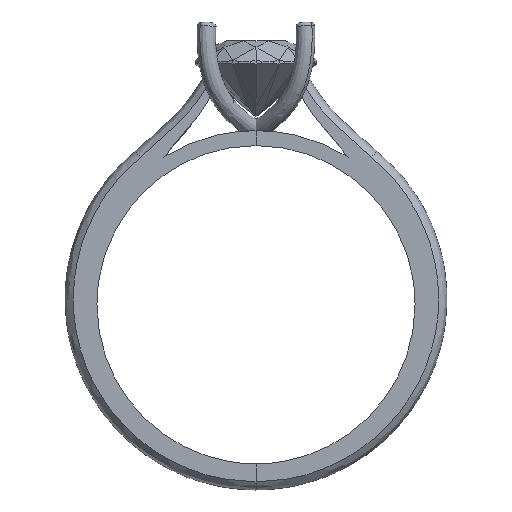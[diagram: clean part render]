
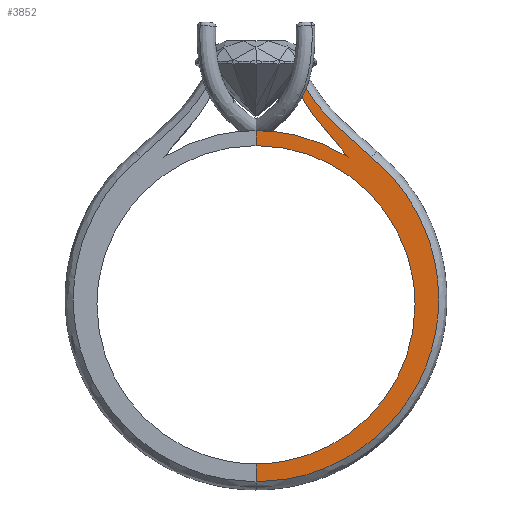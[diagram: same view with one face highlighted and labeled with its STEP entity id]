
A CAD part, front view. The second image highlights one B-rep face of the part: STEP entity #3852.
In plain terms, the highlighted free-form (B-spline) face has degree [1, 1] with [2, 2] control points.
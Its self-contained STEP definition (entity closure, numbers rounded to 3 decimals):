
#3065 = VERTEX_POINT('',#3066);
#3066 = CARTESIAN_POINT('',(11.976,-1.057,
    0.));
#3071 = EDGE_CURVE('',#3065,#3072,#3074,.T.);
#3072 = VERTEX_POINT('',#3073);
#3073 = CARTESIAN_POINT('',(0.,-1.057,
    -11.976));
#3074 = ( BOUNDED_CURVE() B_SPLINE_CURVE(2,(#3075,#3076,#3077),
.UNSPECIFIED.,.F.,.F.) B_SPLINE_CURVE_WITH_KNOTS((3,3),(4.712,
6.283),.PIECEWISE_BEZIER_KNOTS.) CURVE() 
GEOMETRIC_REPRESENTATION_ITEM() RATIONAL_B_SPLINE_CURVE((1.,
0.707,1.)) REPRESENTATION_ITEM('') );
#3075 = CARTESIAN_POINT('',(11.976,-1.057,
    0.));
#3076 = CARTESIAN_POINT('',(11.976,-1.057,
    -11.976));
#3077 = CARTESIAN_POINT('',(0.,-1.057,
    -11.976));
#3441 = VERTEX_POINT('',#3442);
#3442 = CARTESIAN_POINT('',(3.461,-1.057,
    16.752));
#3457 = EDGE_CURVE('',#3458,#3441,#3460,.T.);
#3458 = VERTEX_POINT('',#3459);
#3459 = CARTESIAN_POINT('',(3.477,-1.057,
    16.73));
#3460 = B_SPLINE_CURVE_WITH_KNOTS('',3,(#3461,#3462,#3463,#3464,#3465,
    #3466,#3467,#3468,#3469,#3470,#3471,#3472),.UNSPECIFIED.,.F.,.F.,(4,
    1,1,1,1,1,1,1,1,4),(-0.02,-0.017,
    -0.015,-0.013,-0.011,
    -0.009,-0.007,-0.004,
    -0.002,0.),.UNSPECIFIED.);
#3461 = CARTESIAN_POINT('',(3.477,-1.057,
    16.73));
#3462 = CARTESIAN_POINT('',(3.477,-1.057,
    16.731));
#3463 = CARTESIAN_POINT('',(3.476,-1.057,
    16.733));
#3464 = CARTESIAN_POINT('',(3.474,-1.057,
    16.735));
#3465 = CARTESIAN_POINT('',(3.472,-1.057,
    16.738));
#3466 = CARTESIAN_POINT('',(3.471,-1.057,16.74
    ));
#3467 = CARTESIAN_POINT('',(3.469,-1.057,
    16.743));
#3468 = CARTESIAN_POINT('',(3.467,-1.057,
    16.745));
#3469 = CARTESIAN_POINT('',(3.465,-1.057,
    16.748));
#3470 = CARTESIAN_POINT('',(3.463,-1.057,
    16.75));
#3471 = CARTESIAN_POINT('',(3.462,-1.057,
    16.752));
#3472 = CARTESIAN_POINT('',(3.461,-1.057,
    16.752));
#3615 = EDGE_CURVE('',#3616,#3441,#3618,.T.);
#3616 = VERTEX_POINT('',#3617);
#3617 = CARTESIAN_POINT('',(3.099,-1.057,
    16.434));
#3618 = B_SPLINE_CURVE_WITH_KNOTS('',1,(#3619,#3620),.UNSPECIFIED.,.F.,
  .F.,(2,2),(-0.171,0.171),.PIECEWISE_BEZIER_KNOTS.);
#3619 = CARTESIAN_POINT('',(3.099,-1.057,
    16.434));
#3620 = CARTESIAN_POINT('',(3.461,-1.057,
    16.752));
#3680 = EDGE_CURVE('',#3681,#3458,#3683,.T.);
#3681 = VERTEX_POINT('',#3682);
#3682 = CARTESIAN_POINT('',(8.688,-1.057,
    11.085));
#3683 = B_SPLINE_CURVE_WITH_KNOTS('',3,(#3684,#3685,#3686,#3687,#3688,
    #3689,#3690,#3691,#3692,#3693),.UNSPECIFIED.,.F.,.F.,(4,2,2,2,4),(0.
    ,1.409,2.818,4.227,5.344),
  .UNSPECIFIED.);
#3684 = CARTESIAN_POINT('',(8.688,-1.057,
    11.085));
#3685 = CARTESIAN_POINT('',(8.201,-1.057,
    11.525));
#3686 = CARTESIAN_POINT('',(7.707,-1.057,
    11.955));
#3687 = CARTESIAN_POINT('',(6.706,-1.057,
    12.837));
#3688 = CARTESIAN_POINT('',(6.203,-1.057,
    13.296));
#3689 = CARTESIAN_POINT('',(5.247,-1.057,
    14.273));
#3690 = CARTESIAN_POINT('',(4.788,-1.057,
    14.792));
#3691 = CARTESIAN_POINT('',(4.046,-1.057,
    15.796));
#3692 = CARTESIAN_POINT('',(3.749,-1.057,
    16.257));
#3693 = CARTESIAN_POINT('',(3.477,-1.057,
    16.73));
#3852 = ADVANCED_FACE('',(#3853),#3920,.T.);
#3853 = FACE_BOUND('',#3854,.T.);
#3854 = EDGE_LOOP('',(#3855,#3867,#3875,#3882,#3888,#3889,#3896,#3917,
    #3918,#3919));
#3855 = ORIENTED_EDGE('',*,*,#3856,.T.);
#3856 = EDGE_CURVE('',#3616,#3857,#3859,.T.);
#3857 = VERTEX_POINT('',#3858);
#3858 = CARTESIAN_POINT('',(6.938,-1.057,
    11.116));
#3859 = B_SPLINE_CURVE_WITH_KNOTS('',3,(#3860,#3861,#3862,#3863,#3864,
    #3865,#3866),.UNSPECIFIED.,.F.,.F.,(4,3,4),(-21.283,
    -19.474,-15.464),.UNSPECIFIED.);
#3860 = CARTESIAN_POINT('',(3.099,-1.057,
    16.434));
#3861 = CARTESIAN_POINT('',(3.514,-1.057,
    15.456));
#3862 = CARTESIAN_POINT('',(3.717,-1.057,
    15.127));
#3863 = CARTESIAN_POINT('',(3.939,-1.057,
    14.793));
#3864 = CARTESIAN_POINT('',(4.432,-1.057,
    14.052));
#3865 = CARTESIAN_POINT('',(5.023,-1.057,
    13.283));
#3866 = CARTESIAN_POINT('',(6.938,-1.057,
    11.116));
#3867 = ORIENTED_EDGE('',*,*,#3868,.T.);
#3868 = EDGE_CURVE('',#3857,#3869,#3871,.T.);
#3869 = VERTEX_POINT('',#3870);
#3870 = CARTESIAN_POINT('',(0.,-1.057,
    13.104));
#3871 = ( BOUNDED_CURVE() B_SPLINE_CURVE(2,(#3872,#3873,#3874),
.UNSPECIFIED.,.F.,.F.) B_SPLINE_CURVE_WITH_KNOTS((3,3),(2.584,
3.142),.PIECEWISE_BEZIER_KNOTS.) CURVE() 
GEOMETRIC_REPRESENTATION_ITEM() RATIONAL_B_SPLINE_CURVE((1.,
0.961,1.)) REPRESENTATION_ITEM('') );
#3872 = CARTESIAN_POINT('',(6.938,-1.057,
    11.116));
#3873 = CARTESIAN_POINT('',(3.754,-1.057,
    13.104));
#3874 = CARTESIAN_POINT('',(0.,-1.057,
    13.104));
#3875 = ORIENTED_EDGE('',*,*,#3876,.F.);
#3876 = EDGE_CURVE('',#3877,#3869,#3879,.T.);
#3877 = VERTEX_POINT('',#3878);
#3878 = CARTESIAN_POINT('',(0.,-1.057,
    11.976));
#3879 = B_SPLINE_CURVE_WITH_KNOTS('',1,(#3880,#3881),.UNSPECIFIED.,.F.,
  .F.,(2,2),(8.5,9.3),.PIECEWISE_BEZIER_KNOTS.);
#3880 = CARTESIAN_POINT('',(0.,-1.057,
    11.976));
#3881 = CARTESIAN_POINT('',(0.,-1.057,
    13.104));
#3882 = ORIENTED_EDGE('',*,*,#3883,.T.);
#3883 = EDGE_CURVE('',#3877,#3065,#3884,.T.);
#3884 = ( BOUNDED_CURVE() B_SPLINE_CURVE(2,(#3885,#3886,#3887),
.UNSPECIFIED.,.F.,.F.) B_SPLINE_CURVE_WITH_KNOTS((3,3),(3.142,
4.712),.PIECEWISE_BEZIER_KNOTS.) CURVE() 
GEOMETRIC_REPRESENTATION_ITEM() RATIONAL_B_SPLINE_CURVE((1.,
0.707,1.)) REPRESENTATION_ITEM('') );
#3885 = CARTESIAN_POINT('',(0.,-1.057,
    11.976));
#3886 = CARTESIAN_POINT('',(11.976,-1.057,
    11.976));
#3887 = CARTESIAN_POINT('',(11.976,-1.057,
    0.));
#3888 = ORIENTED_EDGE('',*,*,#3071,.T.);
#3889 = ORIENTED_EDGE('',*,*,#3890,.F.);
#3890 = EDGE_CURVE('',#3891,#3072,#3893,.T.);
#3891 = VERTEX_POINT('',#3892);
#3892 = CARTESIAN_POINT('',(0.,-1.057,
    -13.331));
#3893 = B_SPLINE_CURVE_WITH_KNOTS('',1,(#3894,#3895),.UNSPECIFIED.,.F.,
  .F.,(2,2),(-9.461,-8.5),.PIECEWISE_BEZIER_KNOTS.);
#3894 = CARTESIAN_POINT('',(0.,-1.057,
    -13.331));
#3895 = CARTESIAN_POINT('',(0.,-1.057,
    -11.976));
#3896 = ORIENTED_EDGE('',*,*,#3897,.T.);
#3897 = EDGE_CURVE('',#3891,#3681,#3898,.T.);
#3898 = B_SPLINE_CURVE_WITH_KNOTS('',3,(#3899,#3900,#3901,#3902,#3903,
    #3904,#3905,#3906,#3907,#3908,#3909,#3910,#3911,#3912,#3913,#3914,
    #3915,#3916),.UNSPECIFIED.,.F.,.F.,(4,2,2,2,2,2,2,2,4),(
    0.,0.003,0.006,
    0.009,0.012,0.015,
    0.018,0.021,0.024),
  .UNSPECIFIED.);
#3899 = CARTESIAN_POINT('',(0.,-1.057,
    -13.331));
#3900 = CARTESIAN_POINT('',(1.409,-1.057,
    -13.331));
#3901 = CARTESIAN_POINT('',(2.817,-1.057,
    -13.113));
#3902 = CARTESIAN_POINT('',(5.502,-1.057,
    -12.261));
#3903 = CARTESIAN_POINT('',(6.778,-1.057,
    -11.627));
#3904 = CARTESIAN_POINT('',(9.08,-1.057,
    -10.003));
#3905 = CARTESIAN_POINT('',(10.105,-1.057,
    -9.013));
#3906 = CARTESIAN_POINT('',(11.808,-1.057,
    -6.769));
#3907 = CARTESIAN_POINT('',(12.485,-1.057,
    -5.515));
#3908 = CARTESIAN_POINT('',(13.43,-1.057,
    -2.861));
#3909 = CARTESIAN_POINT('',(13.697,-1.057,
    -1.461));
#3910 = CARTESIAN_POINT('',(13.794,-1.057,
    1.354));
#3911 = CARTESIAN_POINT('',(13.625,-1.057,
    2.769));
#3912 = CARTESIAN_POINT('',(12.866,-1.057,
    5.482));
#3913 = CARTESIAN_POINT('',(12.277,-1.057,
    6.78));
#3914 = CARTESIAN_POINT('',(10.734,-1.057,
    9.137));
#3915 = CARTESIAN_POINT('',(9.78,-1.057,
    10.195));
#3916 = CARTESIAN_POINT('',(8.688,-1.057,
    11.085));
#3917 = ORIENTED_EDGE('',*,*,#3680,.T.);
#3918 = ORIENTED_EDGE('',*,*,#3457,.T.);
#3919 = ORIENTED_EDGE('',*,*,#3615,.F.);
#3920 = B_SPLINE_SURFACE_WITH_KNOTS('',1,1,(
    (#3921,#3922)
    ,(#3923,#3924
    )),.UNSPECIFIED.,.F.,.F.,.F.,(2,2),(2,2),(6.947,
    28.298),(-0.681,9.109),
  .PIECEWISE_BEZIER_KNOTS.);
#3921 = CARTESIAN_POINT('',(0.,-1.057,
    16.752));
#3922 = CARTESIAN_POINT('',(13.794,-1.057,
    16.752));
#3923 = CARTESIAN_POINT('',(0.,-1.057,
    -13.331));
#3924 = CARTESIAN_POINT('',(13.794,-1.057,
    -13.331));
